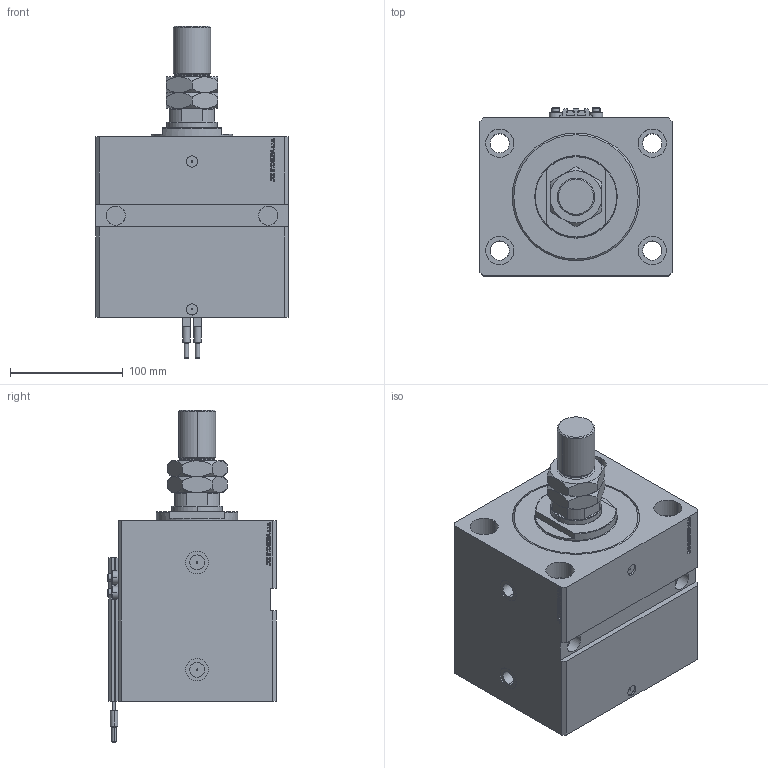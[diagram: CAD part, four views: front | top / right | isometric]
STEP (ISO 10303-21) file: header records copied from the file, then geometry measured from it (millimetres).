
FILE_DESCRIPTION (( 'STEP AP203' ), '1' );
FILE_NAME ('26f9.STEP', '2022-04-09T15:05:19', ( '' ), ( '' ), 'SwSTEP 2.0', 'SolidWorks 2019', '' );
FILE_SCHEMA (( 'CONFIG_CONTROL_DESIGN' ));
Length unit declared in the file: millimetre
Products named in the file (7): V250CE_VC_E 65c28ecb4da28e606a67200c5797ed6d; SWITCH_V250CE 65c28ecb4da28e606a67200c5797ed6d; ALLEN BOLT V250CE 65c28ecb4da28e606a67200c5797ed6d; V250CE_E_Body 65c28ecb4da28e606a67200c5797ed6d; 26f9; MTA 65c28ecb4da28e606a67200c5797ed6d; V250CE_C_VCP 65c28ecb4da28e606a67200c5797ed6d
Assembly tree (10 placements, depth 2):
  26f9
    V250CE_E_Body 65c28ecb4da28e606a67200c5797ed6d
    ALLEN BOLT V250CE 65c28ecb4da28e606a67200c5797ed6d  x4
    V250CE_C_VCP 65c28ecb4da28e606a67200c5797ed6d
    V250CE_VC_E 65c28ecb4da28e606a67200c5797ed6d
    MTA 65c28ecb4da28e606a67200c5797ed6d
    SWITCH_V250CE 65c28ecb4da28e606a67200c5797ed6d  x2
Bounding box: 170 x 149 x 293.9 mm (x, y, z)
Volume: 3372996.4 mm3; surface area: 353657.1 mm2
Topology: 11 solids, 11 shells, 1204 faces, 2964 edges, 1913 vertices
Faces by surface type: plane 594, bspline 368, cylinder 134, cone 88, torus 20
Entity records: 50952 total; most frequent: CARTESIAN_POINT 26219, ORIENTED_EDGE 5510, DIRECTION 3717, EDGE_CURVE 2755, VERTEX_POINT 1799, VECTOR 1651, LINE 1651, EDGE_LOOP 1240
